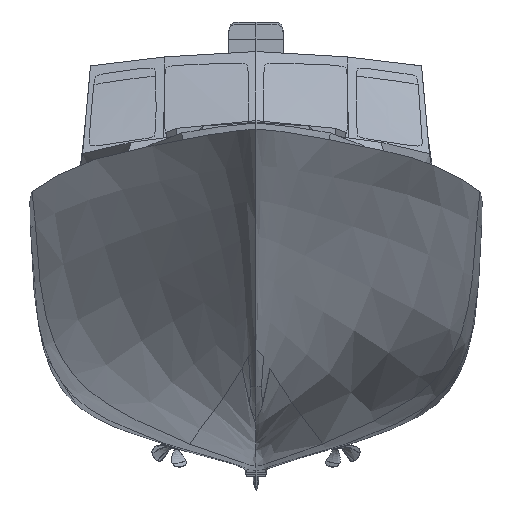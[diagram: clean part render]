
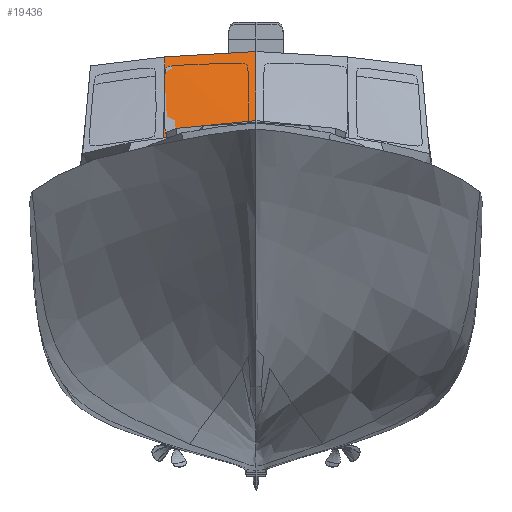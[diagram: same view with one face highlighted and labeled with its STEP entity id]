
A CAD part, front view. The second image highlights one B-rep face of the part: STEP entity #19436.
In plain terms, the highlighted free-form (B-spline) face has degree [3, 3] with [5, 7] control points.
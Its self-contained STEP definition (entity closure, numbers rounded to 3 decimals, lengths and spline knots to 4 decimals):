
#17710 = EDGE_CURVE('',#17711,#17713,#17715,.T.);
#17711 = VERTEX_POINT('',#17712);
#17712 = CARTESIAN_POINT('',(-1.0174,-13.7119,3.7924));
#17713 = VERTEX_POINT('',#17714);
#17714 = CARTESIAN_POINT('',(-1.0028,-13.2383,4.7573));
#17715 = B_SPLINE_CURVE_WITH_KNOTS('',3,(#17716,#17717,#17718,#17719,
    #17720,#17721,#17722),.UNSPECIFIED.,.F.,.F.,(4,1,1,1,4),(0.,0.25,0.5
    ,0.75,1.),.QUASI_UNIFORM_KNOTS.);
#17716 = CARTESIAN_POINT('',(-1.0174,-13.7119,3.7924));
#17717 = CARTESIAN_POINT('',(-1.0162,-13.6725,3.8728));
#17718 = CARTESIAN_POINT('',(-1.0137,-13.5935,4.0336));
#17719 = CARTESIAN_POINT('',(-1.0101,-13.4751,4.2749));
#17720 = CARTESIAN_POINT('',(-1.0064,-13.3567,4.5161));
#17721 = CARTESIAN_POINT('',(-1.004,-13.2778,4.6769));
#17722 = CARTESIAN_POINT('',(-1.0028,-13.2383,4.7573));
#18126 = VERTEX_POINT('',#18127);
#18127 = CARTESIAN_POINT('',(0.,-13.7943,3.8935));
#18209 = EDGE_CURVE('',#18210,#18126,#18212,.T.);
#18210 = VERTEX_POINT('',#18211);
#18211 = CARTESIAN_POINT('',(0.,-13.3135,4.8165));
#18212 = B_SPLINE_CURVE_WITH_KNOTS('',3,(#18213,#18214,#18215,#18216,
    #18217,#18218,#18219),.UNSPECIFIED.,.F.,.F.,(4,1,1,1,4),(0.,0.25,0.5
    ,0.75,1.),.QUASI_UNIFORM_KNOTS.);
#18213 = CARTESIAN_POINT('',(0.,-13.3135,4.8165));
#18214 = CARTESIAN_POINT('',(0.,-13.3536,4.7396));
#18215 = CARTESIAN_POINT('',(0.,-13.4337,4.5857));
#18216 = CARTESIAN_POINT('',(0.,-13.5539,4.355));
#18217 = CARTESIAN_POINT('',(0.,-13.6741,4.1242));
#18218 = CARTESIAN_POINT('',(0.,-13.7542,3.9704));
#18219 = CARTESIAN_POINT('',(0.,-13.7943,3.8935));
#18365 = EDGE_CURVE('',#18210,#17713,#18366,.T.);
#18366 = B_SPLINE_CURVE_WITH_KNOTS('',3,(#18367,#18368,#18369,#18370,
    #18371),.UNSPECIFIED.,.F.,.F.,(4,1,4),(0.,0.5,1.),
  .QUASI_UNIFORM_KNOTS.);
#18367 = CARTESIAN_POINT('',(0.,-13.3135,4.8165));
#18368 = CARTESIAN_POINT('',(-0.1748,-13.3024,4.8082));
#18369 = CARTESIAN_POINT('',(-0.5245,-13.2802,4.7918));
#18370 = CARTESIAN_POINT('',(-0.8511,-13.2537,4.7704));
#18371 = CARTESIAN_POINT('',(-1.0028,-13.2383,4.7573));
#19383 = EDGE_CURVE('',#18126,#17711,#19384,.T.);
#19384 = B_SPLINE_CURVE_WITH_KNOTS('',3,(#19385,#19386,#19387,#19388,
    #19389),.UNSPECIFIED.,.F.,.F.,(4,1,4),(0.,0.5,1.),
  .QUASI_UNIFORM_KNOTS.);
#19385 = CARTESIAN_POINT('',(0.,-13.7943,3.8935));
#19386 = CARTESIAN_POINT('',(-0.1748,-13.7805,3.8765));
#19387 = CARTESIAN_POINT('',(-0.5245,-13.7531,3.8427));
#19388 = CARTESIAN_POINT('',(-0.8584,-13.7257,3.8091));
#19389 = CARTESIAN_POINT('',(-1.0174,-13.7119,3.7924));
#19436 = ADVANCED_FACE('',(#19437),#19443,.T.);
#19437 = FACE_BOUND('',#19438,.T.);
#19438 = EDGE_LOOP('',(#19439,#19440,#19441,#19442));
#19439 = ORIENTED_EDGE('',*,*,#18209,.T.);
#19440 = ORIENTED_EDGE('',*,*,#19383,.T.);
#19441 = ORIENTED_EDGE('',*,*,#17710,.T.);
#19442 = ORIENTED_EDGE('',*,*,#18365,.F.);
#19443 = B_SPLINE_SURFACE_WITH_KNOTS('',3,3,(
    (#19444,#19445,#19446,#19447,#19448,#19449,#19450)
    ,(#19451,#19452,#19453,#19454,#19455,#19456,#19457)
    ,(#19458,#19459,#19460,#19461,#19462,#19463,#19464)
    ,(#19465,#19466,#19467,#19468,#19469,#19470,#19471)
    ,(#19472,#19473,#19474,#19475,#19476,#19477,#19478
  )),.UNSPECIFIED.,.F.,.F.,.F.,(4,1,4),(4,1,1,1,4),(0.,0.5,1.),(0.,0.25,
    0.5,0.75,1.),.QUASI_UNIFORM_KNOTS.);
#19444 = CARTESIAN_POINT('',(0.,-13.7943,3.8935));
#19445 = CARTESIAN_POINT('',(0.,-13.7542,3.9704));
#19446 = CARTESIAN_POINT('',(0.,-13.6741,4.1242));
#19447 = CARTESIAN_POINT('',(0.,-13.5539,4.355));
#19448 = CARTESIAN_POINT('',(0.,-13.4337,4.5857));
#19449 = CARTESIAN_POINT('',(0.,-13.3536,4.7396));
#19450 = CARTESIAN_POINT('',(0.,-13.3135,4.8165));
#19451 = CARTESIAN_POINT('',(-0.1748,-13.7805,3.8765));
#19452 = CARTESIAN_POINT('',(-0.1748,-13.7407,3.9542));
#19453 = CARTESIAN_POINT('',(-0.1748,-13.661,4.1095));
#19454 = CARTESIAN_POINT('',(-0.1748,-13.5415,4.3424));
#19455 = CARTESIAN_POINT('',(-0.1748,-13.4219,4.5753));
#19456 = CARTESIAN_POINT('',(-0.1748,-13.3423,4.7306));
#19457 = CARTESIAN_POINT('',(-0.1748,-13.3024,4.8082));
#19458 = CARTESIAN_POINT('',(-0.5245,-13.7531,3.8427));
#19459 = CARTESIAN_POINT('',(-0.5245,-13.7137,3.9218));
#19460 = CARTESIAN_POINT('',(-0.5245,-13.6349,4.08));
#19461 = CARTESIAN_POINT('',(-0.5245,-13.5166,4.3172));
#19462 = CARTESIAN_POINT('',(-0.5245,-13.3984,4.5545));
#19463 = CARTESIAN_POINT('',(-0.5245,-13.3196,4.7127));
#19464 = CARTESIAN_POINT('',(-0.5245,-13.2802,4.7918));
#19465 = CARTESIAN_POINT('',(-0.8584,-13.7257,3.8091));
#19466 = CARTESIAN_POINT('',(-0.8578,-13.6863,3.8892));
#19467 = CARTESIAN_POINT('',(-0.8565,-13.6077,4.0494));
#19468 = CARTESIAN_POINT('',(-0.8547,-13.4897,4.2898));
#19469 = CARTESIAN_POINT('',(-0.8529,-13.3717,4.5301));
#19470 = CARTESIAN_POINT('',(-0.8517,-13.293,4.6903));
#19471 = CARTESIAN_POINT('',(-0.8511,-13.2537,4.7704));
#19472 = CARTESIAN_POINT('',(-1.0174,-13.7119,3.7924));
#19473 = CARTESIAN_POINT('',(-1.0162,-13.6725,3.8728));
#19474 = CARTESIAN_POINT('',(-1.0137,-13.5935,4.0336));
#19475 = CARTESIAN_POINT('',(-1.0101,-13.4751,4.2749));
#19476 = CARTESIAN_POINT('',(-1.0064,-13.3567,4.5161));
#19477 = CARTESIAN_POINT('',(-1.004,-13.2778,4.6769));
#19478 = CARTESIAN_POINT('',(-1.0028,-13.2383,4.7573));
